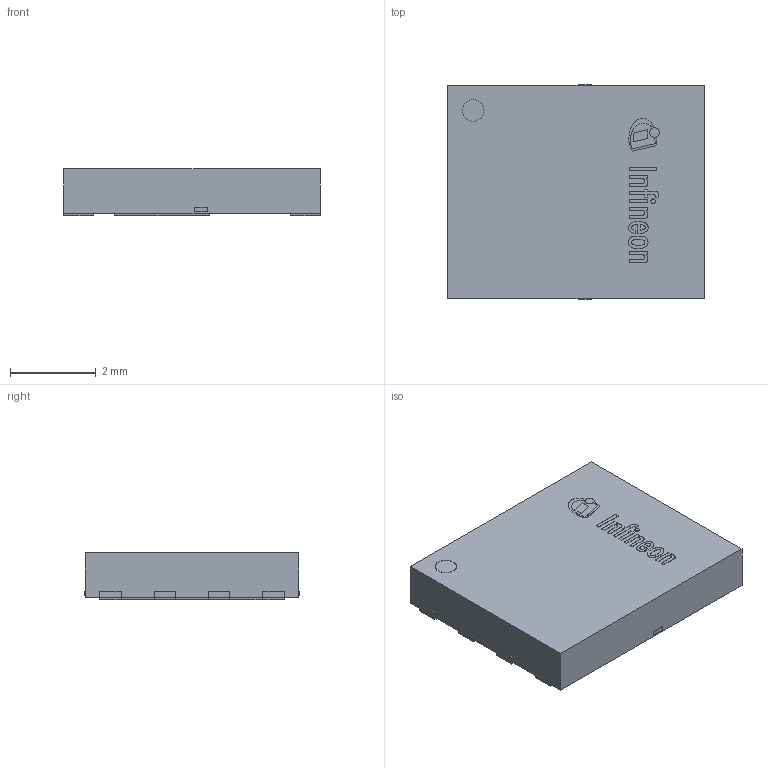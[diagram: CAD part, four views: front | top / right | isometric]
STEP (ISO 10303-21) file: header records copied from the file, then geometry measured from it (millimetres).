
FILE_DESCRIPTION(/* description */ (''),/* implementation_level */ '2;1');
FILE_NAME(/* name */ 'PG-TSON-8-6_Z8B00217264_V03_3D.stp',/* time_stamp */ '2022-06-10T09:56:15+05:00',/* author */ ('janartha'),/* organization */ (''),/* preprocessor_version */ 'ST-DEVELOPER v16.13',/* originating_system */ 'AutoCAD Mechanical',/* authorisation */ '');
FILE_SCHEMA (('AUTOMOTIVE_DESIGN { 1 0 10303 214 3 1 1 }'));
Length unit declared in the file: millimetre
Products named in the file (1): Product
Bounding box: 6 x 5 x 1.11 mm (x, y, z)
Surface area: 118.2 mm2
Topology: 22 solids, 22 shells, 185 faces, 420 edges, 280 vertices
Faces by surface type: plane 161, bspline 18, cylinder 6
Full cylindrical faces by diameter (mm): 0.107 x1, 0.219 x1, 0.5 x2
Entity records: 5285 total; most frequent: CARTESIAN_POINT 1252, ORIENTED_EDGE 832, DIRECTION 728, EDGE_CURVE 416, LINE 368, VECTOR 368, VERTEX_POINT 280, EDGE_LOOP 194
